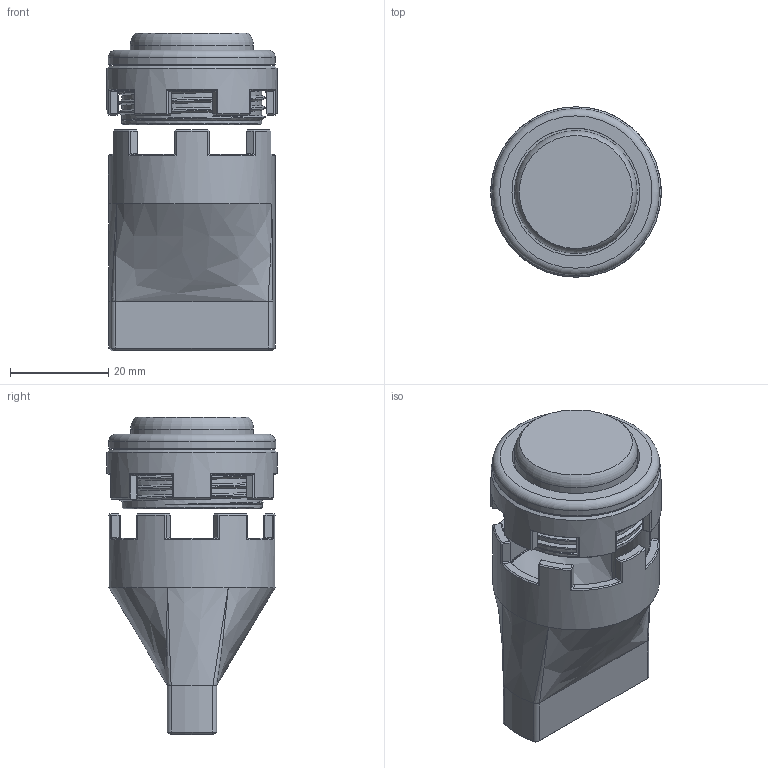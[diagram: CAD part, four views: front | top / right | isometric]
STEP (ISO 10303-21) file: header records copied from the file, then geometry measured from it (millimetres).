
FILE_DESCRIPTION(/* description */ ('','CAx-IF Rec.Pracs.---Representation and Presentation of Product Manufacturing Information (PMI)---4.0---2014-10-13'),/* implementation_level */ '2;1');
FILE_NAME(/* name */ 'OSBMX v2 - 30mm - Full Unit.step',/* time_stamp */ '2025-02-23T10:19:08-05:00',/* author */ (''),/* organization */ (''),/* preprocessor_version */ 'ST-DEVELOPER v20',/* originating_system */ 'Autodesk Translation Framework v13.20.0.188',/* authorisation */ '');
FILE_SCHEMA (('AP242_MANAGED_MODEL_BASED_3D_ENGINEERING_MIM_LF { 1 0 10303 442 1 1 4 }'));
Length unit declared in the file: millimetre
Products named in the file (1): cherry mx v28
Bounding box: 34.68 x 34.68 x 64.7 mm (x, y, z)
Volume: 15075.4 mm3; surface area: 17006.6 mm2
Topology: 5 solids, 5 shells, 604 faces, 1510 edges, 928 vertices
Faces by surface type: plane 325, bspline 154, cone 72, cylinder 49, torus 4
Full cylindrical faces by diameter (mm): 1.8 x2, 5.5 x1, 22 x1, 25 x1, 26 x1, 28.5 x5, 29.07 x1, 29.822 x4, 30 x3, 30.418 x2, 30.5 x1, 31 x2, 34 x2, 34.68 x1
Entity records: 22371 total; most frequent: CARTESIAN_POINT 9432, ORIENTED_EDGE 3012, DIRECTION 2138, EDGE_CURVE 1506, VERTEX_POINT 928, LINE 788, VECTOR 788, AXIS2_PLACEMENT_3D 675
